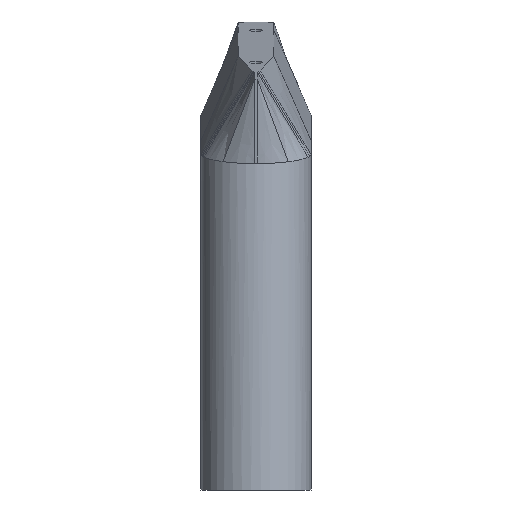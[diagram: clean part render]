
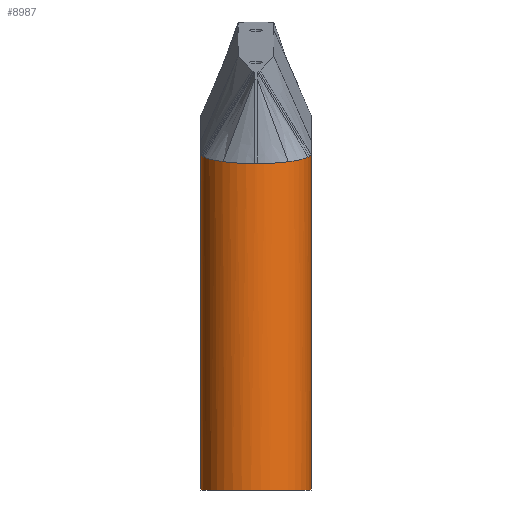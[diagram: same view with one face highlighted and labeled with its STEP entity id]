
A CAD part, front view. The second image highlights one B-rep face of the part: STEP entity #8987.
In plain terms, the highlighted cylindrical face has radius 19.323 mm (diameter 38.645 mm), a partial arc.
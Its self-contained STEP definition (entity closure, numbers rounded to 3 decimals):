
#763=ELLIPSE('',#9245,19.621,19.323);
#765=ELLIPSE('',#9250,19.621,19.323);
#766=ELLIPSE('',#9252,19.621,19.323);
#767=ELLIPSE('',#9254,19.621,19.323);
#768=ELLIPSE('',#9255,19.621,19.323);
#778=ELLIPSE('',#9271,19.621,19.323);
#779=ELLIPSE('',#9273,19.621,19.323);
#780=ELLIPSE('',#9274,19.621,19.323);
#781=ELLIPSE('',#9275,19.621,19.323);
#782=ELLIPSE('',#9276,19.621,19.323);
#783=ELLIPSE('',#9277,19.621,19.323);
#815=CIRCLE('',#9293,19.323);
#1282=FACE_OUTER_BOUND('',#1808,.T.);
#1808=EDGE_LOOP('',(#8289,#8290,#8291,#8292,#8293,#8294,#8295,#8296,#8297,
#8298,#8299,#8300,#8301,#8302,#8303));
#2169=LINE('',#13927,#2946);
#2474=LINE('',#16921,#3251);
#2946=VECTOR('',#9875,10.);
#3251=VECTOR('',#10360,10.);
#3639=B_SPLINE_CURVE_WITH_KNOTS('',3,(#17634,#17635,#17636,#17637),
 .UNSPECIFIED.,.F.,.F.,(4,4),(-1.,0.),.UNSPECIFIED.);
#4019=VERTEX_POINT('',#13924);
#4020=VERTEX_POINT('',#13926);
#4378=VERTEX_POINT('',#16919);
#4379=VERTEX_POINT('',#16920);
#4427=VERTEX_POINT('',#17256);
#4428=VERTEX_POINT('',#17265);
#4431=VERTEX_POINT('',#17301);
#4432=VERTEX_POINT('',#17308);
#4433=VERTEX_POINT('',#17309);
#4434=VERTEX_POINT('',#17316);
#4441=VERTEX_POINT('',#17614);
#4442=VERTEX_POINT('',#17633);
#4443=VERTEX_POINT('',#17640);
#4444=VERTEX_POINT('',#17662);
#4445=VERTEX_POINT('',#17715);
#5082=EDGE_CURVE('',#4019,#4020,#2169,.T.);
#5619=EDGE_CURVE('',#4378,#4379,#2474,.T.);
#5684=EDGE_CURVE('',#4428,#4427,#763,.T.);
#5689=EDGE_CURVE('',#4431,#4020,#765,.T.);
#5691=EDGE_CURVE('',#4432,#4433,#766,.T.);
#5693=EDGE_CURVE('',#4427,#4434,#767,.T.);
#5697=EDGE_CURVE('',#4433,#4431,#768,.T.);
#5722=EDGE_CURVE('',#4379,#4441,#778,.T.);
#5724=EDGE_CURVE('',#4441,#4442,#3639,.T.);
#5727=EDGE_CURVE('',#4443,#4428,#779,.T.);
#5728=EDGE_CURVE('',#4444,#4443,#780,.T.);
#5729=EDGE_CURVE('',#4442,#4444,#781,.T.);
#5732=EDGE_CURVE('',#4445,#4432,#782,.T.);
#5733=EDGE_CURVE('',#4434,#4445,#783,.T.);
#5765=EDGE_CURVE('',#4019,#4378,#815,.T.);
#8289=ORIENTED_EDGE('',*,*,#5082,.F.);
#8290=ORIENTED_EDGE('',*,*,#5765,.T.);
#8291=ORIENTED_EDGE('',*,*,#5619,.T.);
#8292=ORIENTED_EDGE('',*,*,#5722,.T.);
#8293=ORIENTED_EDGE('',*,*,#5724,.T.);
#8294=ORIENTED_EDGE('',*,*,#5729,.T.);
#8295=ORIENTED_EDGE('',*,*,#5728,.T.);
#8296=ORIENTED_EDGE('',*,*,#5727,.T.);
#8297=ORIENTED_EDGE('',*,*,#5684,.T.);
#8298=ORIENTED_EDGE('',*,*,#5693,.T.);
#8299=ORIENTED_EDGE('',*,*,#5733,.T.);
#8300=ORIENTED_EDGE('',*,*,#5732,.T.);
#8301=ORIENTED_EDGE('',*,*,#5691,.T.);
#8302=ORIENTED_EDGE('',*,*,#5697,.T.);
#8303=ORIENTED_EDGE('',*,*,#5689,.T.);
#8532=CYLINDRICAL_SURFACE('',#9292,19.323);
#8987=ADVANCED_FACE('',(#1282),#8532,.T.);
#9245=AXIS2_PLACEMENT_3D('',#17294,#10450,#10451);
#9250=AXIS2_PLACEMENT_3D('',#17306,#10462,#10463);
#9252=AXIS2_PLACEMENT_3D('',#17314,#10466,#10467);
#9254=AXIS2_PLACEMENT_3D('',#17321,#10470,#10471);
#9255=AXIS2_PLACEMENT_3D('',#17357,#10475,#10476);
#9271=AXIS2_PLACEMENT_3D('',#17615,#10518,#10519);
#9273=AXIS2_PLACEMENT_3D('',#17645,#10524,#10525);
#9274=AXIS2_PLACEMENT_3D('',#17663,#10526,#10527);
#9275=AXIS2_PLACEMENT_3D('',#17664,#10528,#10529);
#9276=AXIS2_PLACEMENT_3D('',#17716,#10532,#10533);
#9277=AXIS2_PLACEMENT_3D('',#17717,#10534,#10535);
#9292=AXIS2_PLACEMENT_3D('',#17781,#10586,#10587);
#9293=AXIS2_PLACEMENT_3D('',#17782,#10588,#10589);
#9875=DIRECTION('',(0.,0.,1.));
#10360=DIRECTION('',(0.,0.,1.));
#10450=DIRECTION('center_axis',(0.,0.174,-0.985));
#10451=DIRECTION('ref_axis',(0.,-0.985,-0.174));
#10462=DIRECTION('center_axis',(0.,0.174,-0.985));
#10463=DIRECTION('ref_axis',(0.,-0.985,-0.174));
#10466=DIRECTION('center_axis',(0.,0.174,-0.985));
#10467=DIRECTION('ref_axis',(0.,-0.985,-0.174));
#10470=DIRECTION('center_axis',(0.,0.174,-0.985));
#10471=DIRECTION('ref_axis',(0.,-0.985,-0.174));
#10475=DIRECTION('center_axis',(0.,0.174,-0.985));
#10476=DIRECTION('ref_axis',(0.,-0.985,-0.174));
#10518=DIRECTION('center_axis',(0.,0.174,-0.985));
#10519=DIRECTION('ref_axis',(0.,-0.985,-0.174));
#10524=DIRECTION('center_axis',(0.,0.174,-0.985));
#10525=DIRECTION('ref_axis',(0.,-0.985,-0.174));
#10526=DIRECTION('center_axis',(0.,0.174,-0.985));
#10527=DIRECTION('ref_axis',(0.,-0.985,-0.174));
#10528=DIRECTION('center_axis',(0.,0.174,-0.985));
#10529=DIRECTION('ref_axis',(0.,-0.985,-0.174));
#10532=DIRECTION('center_axis',(0.,0.174,-0.985));
#10533=DIRECTION('ref_axis',(0.,-0.985,-0.174));
#10534=DIRECTION('center_axis',(0.,0.174,-0.985));
#10535=DIRECTION('ref_axis',(0.,-0.985,-0.174));
#10586=DIRECTION('center_axis',(0.,0.,1.));
#10587=DIRECTION('ref_axis',(-0.996,-0.087,0.));
#10588=DIRECTION('center_axis',(0.,0.,1.));
#10589=DIRECTION('ref_axis',(-0.996,-0.087,0.));
#13924=CARTESIAN_POINT('',(-19.25,-31.,0.));
#13926=CARTESIAN_POINT('',(-19.25,-31.,117.271));
#13927=CARTESIAN_POINT('',(-19.25,-31.,23.));
#16919=CARTESIAN_POINT('',(19.25,-31.,0.));
#16920=CARTESIAN_POINT('',(19.25,-31.,117.271));
#16921=CARTESIAN_POINT('',(19.25,-31.,23.));
#17256=CARTESIAN_POINT('',(-0.209,-48.649,114.159));
#17265=CARTESIAN_POINT('',(0.209,-48.649,114.159));
#17294=CARTESIAN_POINT('Origin',(0.,-29.327,
117.566));
#17301=CARTESIAN_POINT('',(-18.948,-33.111,116.899));
#17306=CARTESIAN_POINT('Origin',(0.,-29.327,
117.566));
#17308=CARTESIAN_POINT('',(-18.22,-35.76,116.432));
#17309=CARTESIAN_POINT('',(-18.65,-34.382,116.675));
#17314=CARTESIAN_POINT('Origin',(0.,-29.327,
117.566));
#17316=CARTESIAN_POINT('',(-11.497,-44.858,114.828));
#17321=CARTESIAN_POINT('Origin',(0.,-29.327,
117.566));
#17357=CARTESIAN_POINT('Origin',(0.,-29.327,
117.566));
#17614=CARTESIAN_POINT('',(18.818,-33.716,116.792));
#17615=CARTESIAN_POINT('Origin',(0.,-29.327,
117.566));
#17633=CARTESIAN_POINT('',(18.22,-35.76,116.432));
#17634=CARTESIAN_POINT('Ctrl Pts',(18.818,-33.716,116.792));
#17635=CARTESIAN_POINT('Ctrl Pts',(18.656,-34.407,116.67));
#17636=CARTESIAN_POINT('Ctrl Pts',(18.457,-35.09,116.55));
#17637=CARTESIAN_POINT('Ctrl Pts',(18.22,-35.76,116.432));
#17640=CARTESIAN_POINT('',(11.254,-45.034,114.796));
#17645=CARTESIAN_POINT('Origin',(0.,-29.327,
117.566));
#17662=CARTESIAN_POINT('',(11.712,-44.696,114.856));
#17663=CARTESIAN_POINT('Origin',(0.,-29.327,
117.566));
#17664=CARTESIAN_POINT('Origin',(0.,-29.327,
117.566));
#17715=CARTESIAN_POINT('',(-11.836,-44.601,114.873));
#17716=CARTESIAN_POINT('Origin',(0.,-29.327,
117.566));
#17717=CARTESIAN_POINT('Origin',(0.,-29.327,
117.566));
#17781=CARTESIAN_POINT('Origin',(0.,-29.327,
0.));
#17782=CARTESIAN_POINT('Origin',(0.,-29.327,
0.));
